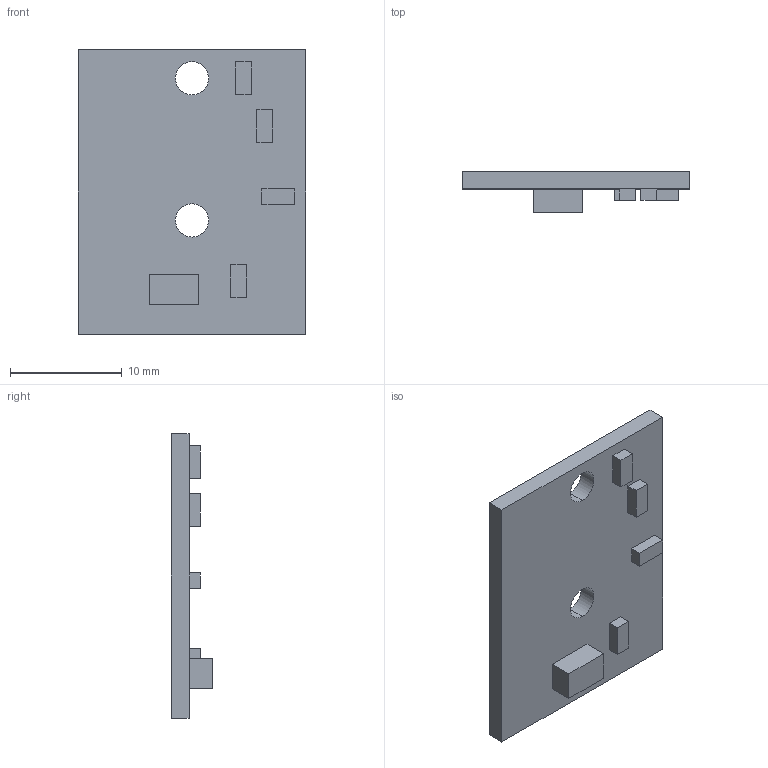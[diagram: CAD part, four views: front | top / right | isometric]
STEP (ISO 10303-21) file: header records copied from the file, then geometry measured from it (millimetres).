
FILE_DESCRIPTION (( 'STEP AP214' ), '1' );
FILE_NAME ('1PO 0000 Positive Board.STEP', '2011-04-17T19:24:20', ( 'Michael Baranello' ), ( 'Barnwerks, LLC' ), 'SwSTEP 2.0', 'SolidWorks 2011', '' );
FILE_SCHEMA (( 'AUTOMOTIVE_DESIGN' ));
Length unit declared in the file: inch
Products named in the file (1): 1PO 0000 Positive Board
Bounding box: 20.32 x 3.7 x 25.4 mm (x, y, z)
Volume: 839 mm3; surface area: 1245.1 mm2
Topology: 1 solids, 1 shells, 43 faces, 102 edges, 68 vertices
Faces by surface type: plane 37, cylinder 6
Entity records: 1705 total; most frequent: CARTESIAN_POINT 214, ORIENTED_EDGE 204, DIRECTION 202, EDGE_CURVE 102, LINE 90, VECTOR 90, VERTEX_POINT 68, AXIS2_PLACEMENT_3D 56
